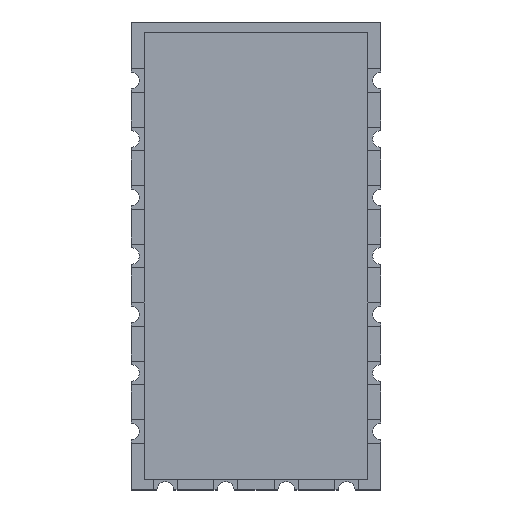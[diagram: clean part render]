
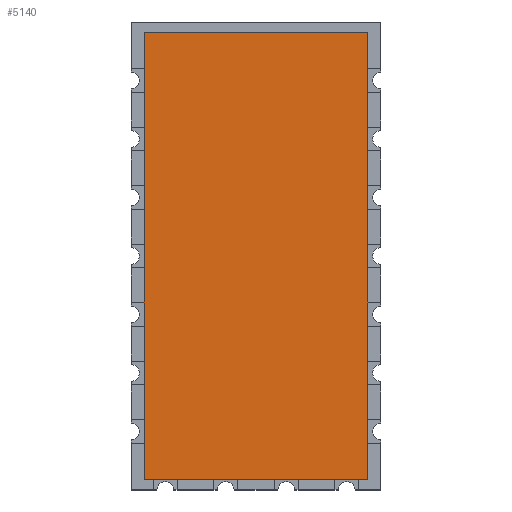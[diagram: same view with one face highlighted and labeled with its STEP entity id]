
A CAD part, top view. The second image highlights one B-rep face of the part: STEP entity #5140.
In plain terms, the highlighted planar face has unit normal (0, 0, 1).
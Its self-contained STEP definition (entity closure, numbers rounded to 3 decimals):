
#2591 = VERTEX_POINT('',#2592);
#2592 = CARTESIAN_POINT('',(-8.5,-17.,5.));
#2873 = VERTEX_POINT('',#2874);
#2874 = CARTESIAN_POINT('',(-8.5,17.,5.));
#2880 = EDGE_CURVE('',#2591,#2873,#2881,.T.);
#2881 = LINE('',#2882,#2883);
#2882 = CARTESIAN_POINT('',(-8.5,-17.,5.));
#2883 = VECTOR('',#2884,1.);
#2884 = DIRECTION('',(0.,1.,0.));
#3568 = VERTEX_POINT('',#3569);
#3569 = CARTESIAN_POINT('',(8.5,-17.,5.));
#3850 = VERTEX_POINT('',#3851);
#3851 = CARTESIAN_POINT('',(8.5,17.,5.));
#3857 = EDGE_CURVE('',#3568,#3850,#3858,.T.);
#3858 = LINE('',#3859,#3860);
#3859 = CARTESIAN_POINT('',(8.5,-17.,5.));
#3860 = VECTOR('',#3861,1.);
#3861 = DIRECTION('',(0.,1.,0.));
#4623 = EDGE_CURVE('',#2591,#3568,#4624,.T.);
#4624 = LINE('',#4625,#4626);
#4625 = CARTESIAN_POINT('',(-8.5,-17.,5.));
#4626 = VECTOR('',#4627,1.);
#4627 = DIRECTION('',(1.,0.,0.));
#5140 = ADVANCED_FACE('',(#5141),#5152,.T.);
#5141 = FACE_BOUND('',#5142,.T.);
#5142 = EDGE_LOOP('',(#5143,#5144,#5145,#5146));
#5143 = ORIENTED_EDGE('',*,*,#2880,.F.);
#5144 = ORIENTED_EDGE('',*,*,#4623,.T.);
#5145 = ORIENTED_EDGE('',*,*,#3857,.T.);
#5146 = ORIENTED_EDGE('',*,*,#5147,.F.);
#5147 = EDGE_CURVE('',#2873,#3850,#5148,.T.);
#5148 = LINE('',#5149,#5150);
#5149 = CARTESIAN_POINT('',(-8.5,17.,5.));
#5150 = VECTOR('',#5151,1.);
#5151 = DIRECTION('',(1.,0.,0.));
#5152 = PLANE('',#5153);
#5153 = AXIS2_PLACEMENT_3D('',#5154,#5155,#5156);
#5154 = CARTESIAN_POINT('',(-8.5,-17.,5.));
#5155 = DIRECTION('',(0.,0.,1.));
#5156 = DIRECTION('',(1.,0.,0.));
